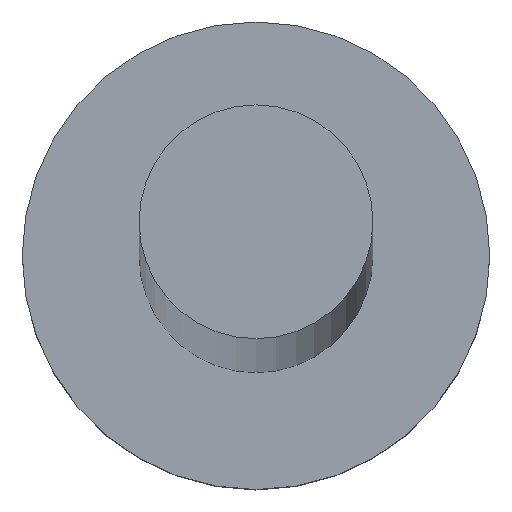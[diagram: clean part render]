
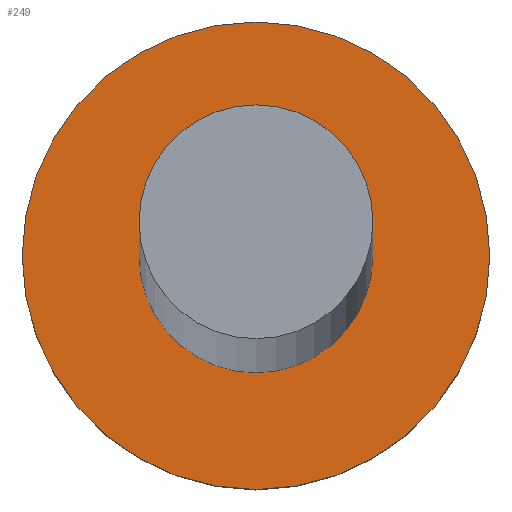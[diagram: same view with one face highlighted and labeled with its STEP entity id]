
A CAD part, top view. The second image highlights one B-rep face of the part: STEP entity #249.
In plain terms, the highlighted planar face has unit normal (0, 0, 1).
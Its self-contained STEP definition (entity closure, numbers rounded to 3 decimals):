
#4 = CARTESIAN_POINT ( 'NONE',  ( 1.5, 0., 3. ) ) ;
#16 = DIRECTION ( 'NONE',  ( 0., 0., 1. ) ) ;
#17 = DIRECTION ( 'NONE',  ( 0., 0., 1. ) ) ;
#23 = CARTESIAN_POINT ( 'NONE',  ( -3., 0., 3. ) ) ;
#25 = VERTEX_POINT ( 'NONE', #164 ) ;
#29 = DIRECTION ( 'NONE',  ( 1., 0., 0. ) ) ;
#36 = DIRECTION ( 'NONE',  ( 0., 0., 1. ) ) ;
#44 = VERTEX_POINT ( 'NONE', #23 ) ;
#49 = CARTESIAN_POINT ( 'NONE',  ( 0., 0., 3. ) ) ;
#53 = PLANE ( 'NONE',  #206 ) ;
#56 = CARTESIAN_POINT ( 'NONE',  ( 0., 0., 3. ) ) ;
#57 = FACE_OUTER_BOUND ( 'NONE', #108, .T. ) ;
#61 = VERTEX_POINT ( 'NONE', #4 ) ;
#71 = CARTESIAN_POINT ( 'NONE',  ( 0., 0., 3. ) ) ;
#91 = CIRCLE ( 'NONE', #98, 3. ) ;
#95 = CARTESIAN_POINT ( 'NONE',  ( 3., 0., 3. ) ) ;
#98 = AXIS2_PLACEMENT_3D ( 'NONE', #166, #36, #29 ) ;
#100 = CIRCLE ( 'NONE', #242, 1.5 ) ;
#102 = DIRECTION ( 'NONE',  ( 1., 0., 0. ) ) ;
#104 = AXIS2_PLACEMENT_3D ( 'NONE', #117, #192, #156 ) ;
#108 = EDGE_LOOP ( 'NONE', ( #244, #175 ) ) ;
#117 = CARTESIAN_POINT ( 'NONE',  ( 0., 0., 3. ) ) ;
#118 = EDGE_CURVE ( 'NONE', #44, #119, #91, .T. ) ;
#119 = VERTEX_POINT ( 'NONE', #95 ) ;
#127 = CIRCLE ( 'NONE', #104, 1.5 ) ;
#151 = CIRCLE ( 'NONE', #220, 3. ) ;
#155 = DIRECTION ( 'NONE',  ( 0., 0., 1. ) ) ;
#156 = DIRECTION ( 'NONE',  ( 1., 0., 0. ) ) ;
#157 = ORIENTED_EDGE ( 'NONE', *, *, #212, .F. ) ;
#164 = CARTESIAN_POINT ( 'NONE',  ( -1.5, 0., 3. ) ) ;
#165 = EDGE_CURVE ( 'NONE', #119, #44, #151, .T. ) ;
#166 = CARTESIAN_POINT ( 'NONE',  ( 0., 0., 3. ) ) ;
#175 = ORIENTED_EDGE ( 'NONE', *, *, #165, .T. ) ;
#181 = ORIENTED_EDGE ( 'NONE', *, *, #246, .F. ) ;
#192 = DIRECTION ( 'NONE',  ( 0., 0., 1. ) ) ;
#206 = AXIS2_PLACEMENT_3D ( 'NONE', #56, #155, #102 ) ;
#212 = EDGE_CURVE ( 'NONE', #61, #25, #100, .T. ) ;
#220 = AXIS2_PLACEMENT_3D ( 'NONE', #71, #16, #231 ) ;
#221 = EDGE_LOOP ( 'NONE', ( #181, #157 ) ) ;
#231 = DIRECTION ( 'NONE',  ( 1., 0., 0. ) ) ;
#242 = AXIS2_PLACEMENT_3D ( 'NONE', #49, #17, #255 ) ;
#244 = ORIENTED_EDGE ( 'NONE', *, *, #118, .T. ) ;
#246 = EDGE_CURVE ( 'NONE', #25, #61, #127, .T. ) ;
#249 = ADVANCED_FACE ( 'NONE', ( #254, #57 ), #53, .T. ) ;
#254 = FACE_BOUND ( 'NONE', #221, .T. ) ;
#255 = DIRECTION ( 'NONE',  ( 1., 0., 0. ) ) ;
